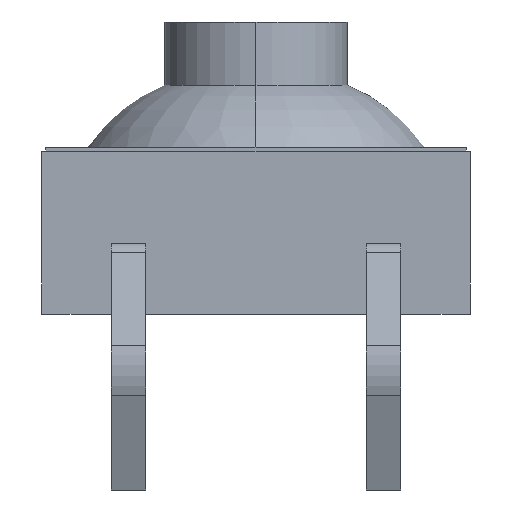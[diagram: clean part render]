
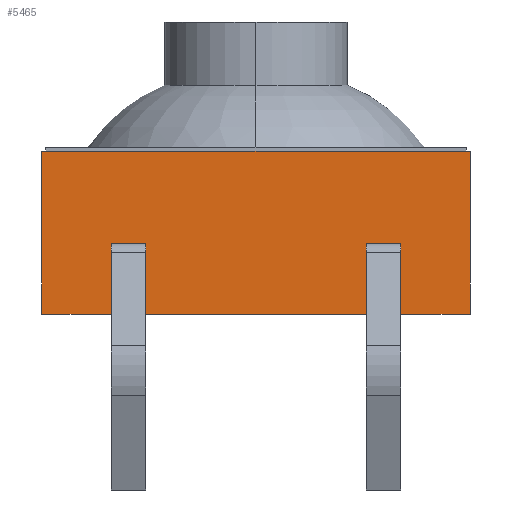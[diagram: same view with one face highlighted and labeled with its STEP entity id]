
A CAD part, left-side view. The second image highlights one B-rep face of the part: STEP entity #5465.
In plain terms, the highlighted planar face has unit normal (-1, 0, 0).
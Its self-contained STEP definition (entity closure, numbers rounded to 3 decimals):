
#50 = ORIENTED_EDGE ( 'NONE', *, *, #7061, .T. ) ;
#65 = EDGE_LOOP ( 'NONE', ( #3973, #256, #50, #7202, #2482, #2484, #2250, #1601, #2438, #1442, #2830, #5548 ) ) ;
#155 = VERTEX_POINT ( 'NONE', #1268 ) ;
#187 = DIRECTION ( 'NONE',  ( 0., 1., 0. ) ) ;
#256 = ORIENTED_EDGE ( 'NONE', *, *, #6051, .T. ) ;
#336 = LINE ( 'NONE', #4679, #521 ) ;
#521 = VECTOR ( 'NONE', #4030, 1000. ) ;
#536 = CARTESIAN_POINT ( 'NONE',  ( -3.886, 2.616, 1.28 ) ) ;
#747 = LINE ( 'NONE', #6163, #6564 ) ;
#770 = DIRECTION ( 'NONE',  ( 0., 0., -1. ) ) ;
#813 = DIRECTION ( 'NONE',  ( 0., 0., 1. ) ) ;
#987 = VECTOR ( 'NONE', #813, 1000. ) ;
#1092 = DIRECTION ( 'NONE',  ( 0., 1., 0. ) ) ;
#1108 = LINE ( 'NONE', #4589, #3304 ) ;
#1153 = LINE ( 'NONE', #7088, #7665 ) ;
#1177 = EDGE_CURVE ( 'NONE', #2885, #3514, #3767, .T. ) ;
#1178 = CARTESIAN_POINT ( 'NONE',  ( -3.886, -2.616, 0. ) ) ;
#1185 = PLANE ( 'NONE',  #7753 ) ;
#1221 = DIRECTION ( 'NONE',  ( 0., -1., 0. ) ) ;
#1268 = CARTESIAN_POINT ( 'NONE',  ( -3.886, 1.994, 0. ) ) ;
#1389 = CARTESIAN_POINT ( 'NONE',  ( -3.886, -1.994, 0. ) ) ;
#1402 = LINE ( 'NONE', #1979, #6233 ) ;
#1425 = CARTESIAN_POINT ( 'NONE',  ( -3.886, 2.616, 0. ) ) ;
#1442 = ORIENTED_EDGE ( 'NONE', *, *, #3114, .T. ) ;
#1484 = VECTOR ( 'NONE', #3055, 1000. ) ;
#1601 = ORIENTED_EDGE ( 'NONE', *, *, #4016, .T. ) ;
#1674 = VERTEX_POINT ( 'NONE', #7034 ) ;
#1703 = VERTEX_POINT ( 'NONE', #3959 ) ;
#1870 = EDGE_CURVE ( 'NONE', #155, #4406, #4644, .T. ) ;
#1959 = EDGE_CURVE ( 'NONE', #7306, #4808, #3768, .T. ) ;
#1979 = CARTESIAN_POINT ( 'NONE',  ( -3.886, 0., 0. ) ) ;
#1981 = CARTESIAN_POINT ( 'NONE',  ( -3.886, 3.874, 2.946 ) ) ;
#2030 = CARTESIAN_POINT ( 'NONE',  ( -3.886, 3.874, 2.946 ) ) ;
#2142 = DIRECTION ( 'NONE',  ( 0., -1., 0. ) ) ;
#2250 = ORIENTED_EDGE ( 'NONE', *, *, #1177, .F. ) ;
#2260 = LINE ( 'NONE', #5903, #7378 ) ;
#2284 = VERTEX_POINT ( 'NONE', #1178 ) ;
#2428 = CARTESIAN_POINT ( 'NONE',  ( -3.886, -3.874, 1.28 ) ) ;
#2438 = ORIENTED_EDGE ( 'NONE', *, *, #1959, .T. ) ;
#2482 = ORIENTED_EDGE ( 'NONE', *, *, #6671, .F. ) ;
#2484 = ORIENTED_EDGE ( 'NONE', *, *, #4764, .T. ) ;
#2830 = ORIENTED_EDGE ( 'NONE', *, *, #1870, .F. ) ;
#2885 = VERTEX_POINT ( 'NONE', #7433 ) ;
#2971 = VERTEX_POINT ( 'NONE', #5791 ) ;
#3053 = LINE ( 'NONE', #6953, #5681 ) ;
#3055 = DIRECTION ( 'NONE',  ( 0., 0., 1. ) ) ;
#3060 = CARTESIAN_POINT ( 'NONE',  ( -3.886, 1.994, 1.28 ) ) ;
#3114 = EDGE_CURVE ( 'NONE', #4808, #4406, #2260, .T. ) ;
#3304 = VECTOR ( 'NONE', #770, 1000. ) ;
#3514 = VERTEX_POINT ( 'NONE', #1981 ) ;
#3639 = DIRECTION ( 'NONE',  ( 0., 0., 1. ) ) ;
#3670 = DIRECTION ( 'NONE',  ( 0., 0., 1. ) ) ;
#3767 = LINE ( 'NONE', #2030, #987 ) ;
#3768 = LINE ( 'NONE', #5557, #1484 ) ;
#3884 = DIRECTION ( 'NONE',  ( 0., 1., 0. ) ) ;
#3959 = CARTESIAN_POINT ( 'NONE',  ( -3.886, -1.994, 1.28 ) ) ;
#3973 = ORIENTED_EDGE ( 'NONE', *, *, #7166, .T. ) ;
#4016 = EDGE_CURVE ( 'NONE', #2885, #7306, #3053, .T. ) ;
#4030 = DIRECTION ( 'NONE',  ( 0., 0., -1. ) ) ;
#4095 = EDGE_CURVE ( 'NONE', #5631, #2284, #1153, .T. ) ;
#4406 = VERTEX_POINT ( 'NONE', #3060 ) ;
#4579 = VECTOR ( 'NONE', #4982, 1000. ) ;
#4589 = CARTESIAN_POINT ( 'NONE',  ( -3.886, -2.616, -12.107 ) ) ;
#4644 = LINE ( 'NONE', #7930, #7106 ) ;
#4679 = CARTESIAN_POINT ( 'NONE',  ( -3.886, -3.874, 2.946 ) ) ;
#4764 = EDGE_CURVE ( 'NONE', #2971, #3514, #747, .T. ) ;
#4808 = VERTEX_POINT ( 'NONE', #536 ) ;
#4938 = DIRECTION ( 'NONE',  ( -1., 0., 0. ) ) ;
#4982 = DIRECTION ( 'NONE',  ( 0., -1., 0. ) ) ;
#5068 = DIRECTION ( 'NONE',  ( 0., 0., 1. ) ) ;
#5465 = ADVANCED_FACE ( 'NONE', ( #6656 ), #1185, .T. ) ;
#5548 = ORIENTED_EDGE ( 'NONE', *, *, #7235, .F. ) ;
#5557 = CARTESIAN_POINT ( 'NONE',  ( -3.886, 2.616, 2.946 ) ) ;
#5631 = VERTEX_POINT ( 'NONE', #6885 ) ;
#5681 = VECTOR ( 'NONE', #1221, 1000. ) ;
#5791 = CARTESIAN_POINT ( 'NONE',  ( -3.886, -3.874, 2.946 ) ) ;
#5903 = CARTESIAN_POINT ( 'NONE',  ( -3.886, -3.874, 1.28 ) ) ;
#6047 = LINE ( 'NONE', #2428, #4579 ) ;
#6051 = EDGE_CURVE ( 'NONE', #1703, #1674, #6047, .T. ) ;
#6163 = CARTESIAN_POINT ( 'NONE',  ( -3.886, -3.874, 2.946 ) ) ;
#6232 = CARTESIAN_POINT ( 'NONE',  ( -3.886, -3.874, 2.946 ) ) ;
#6233 = VECTOR ( 'NONE', #187, 1000. ) ;
#6564 = VECTOR ( 'NONE', #1092, 1000. ) ;
#6581 = VERTEX_POINT ( 'NONE', #1389 ) ;
#6656 = FACE_OUTER_BOUND ( 'NONE', #65, .T. ) ;
#6671 = EDGE_CURVE ( 'NONE', #2971, #5631, #336, .T. ) ;
#6885 = CARTESIAN_POINT ( 'NONE',  ( -3.886, -3.874, 0. ) ) ;
#6953 = CARTESIAN_POINT ( 'NONE',  ( -3.886, -3.874, 0. ) ) ;
#7034 = CARTESIAN_POINT ( 'NONE',  ( -3.886, -2.616, 1.28 ) ) ;
#7041 = CARTESIAN_POINT ( 'NONE',  ( -3.886, -1.994, 2.946 ) ) ;
#7061 = EDGE_CURVE ( 'NONE', #1674, #2284, #1108, .T. ) ;
#7088 = CARTESIAN_POINT ( 'NONE',  ( -3.886, 0., 0. ) ) ;
#7106 = VECTOR ( 'NONE', #3639, 1000. ) ;
#7166 = EDGE_CURVE ( 'NONE', #6581, #1703, #7838, .T. ) ;
#7202 = ORIENTED_EDGE ( 'NONE', *, *, #4095, .F. ) ;
#7235 = EDGE_CURVE ( 'NONE', #6581, #155, #1402, .T. ) ;
#7306 = VERTEX_POINT ( 'NONE', #1425 ) ;
#7378 = VECTOR ( 'NONE', #2142, 1000. ) ;
#7433 = CARTESIAN_POINT ( 'NONE',  ( -3.886, 3.874, 0. ) ) ;
#7665 = VECTOR ( 'NONE', #3884, 1000. ) ;
#7753 = AXIS2_PLACEMENT_3D ( 'NONE', #6232, #4938, #3670 ) ;
#7838 = LINE ( 'NONE', #7041, #8122 ) ;
#7930 = CARTESIAN_POINT ( 'NONE',  ( -3.886, 1.994, -12.107 ) ) ;
#8122 = VECTOR ( 'NONE', #5068, 1000. ) ;
